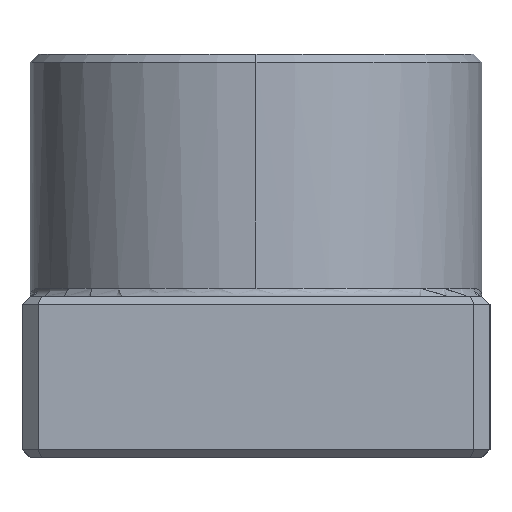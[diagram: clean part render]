
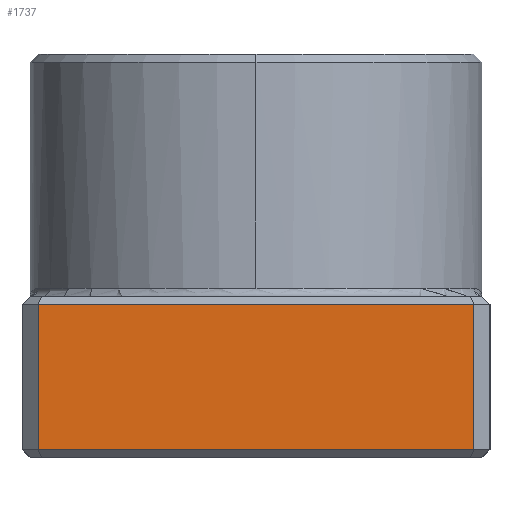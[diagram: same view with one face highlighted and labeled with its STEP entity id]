
A CAD part, left-side view. The second image highlights one B-rep face of the part: STEP entity #1737.
In plain terms, the highlighted planar face has unit normal (-1, 0, 0).
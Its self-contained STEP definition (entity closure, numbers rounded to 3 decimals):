
#32 = ORIENTED_EDGE ( 'NONE', *, *, #1155, .T. ) ;
#94 = VERTEX_POINT ( 'NONE', #2272 ) ;
#116 = DIRECTION ( 'NONE',  ( 0., 0., -1. ) ) ;
#310 = VECTOR ( 'NONE', #3378, 1000. ) ;
#392 = LINE ( 'NONE', #3359, #2465 ) ;
#490 = VECTOR ( 'NONE', #2004, 1000. ) ;
#652 = CARTESIAN_POINT ( 'NONE',  ( -50., 27., 1. ) ) ;
#671 = CARTESIAN_POINT ( 'NONE',  ( -50., 27., 19. ) ) ;
#691 = ORIENTED_EDGE ( 'NONE', *, *, #1112, .F. ) ;
#828 = CARTESIAN_POINT ( 'NONE',  ( -50., -27., 19. ) ) ;
#927 = CARTESIAN_POINT ( 'NONE',  ( -50., 27., 20. ) ) ;
#935 = DIRECTION ( 'NONE',  ( 0., -1., 0. ) ) ;
#1025 = EDGE_CURVE ( 'NONE', #94, #1575, #3446, .T. ) ;
#1053 = LINE ( 'NONE', #671, #310 ) ;
#1098 = EDGE_CURVE ( 'NONE', #1575, #2350, #1866, .T. ) ;
#1112 = EDGE_CURVE ( 'NONE', #2069, #2350, #392, .T. ) ;
#1155 = EDGE_CURVE ( 'NONE', #2069, #94, #1053, .T. ) ;
#1185 = DIRECTION ( 'NONE',  ( 1., 0., 0. ) ) ;
#1233 = CARTESIAN_POINT ( 'NONE',  ( -50., -27., 1. ) ) ;
#1575 = VERTEX_POINT ( 'NONE', #2427 ) ;
#1737 = ADVANCED_FACE ( 'NONE', ( #3003 ), #2773, .F. ) ;
#1866 = LINE ( 'NONE', #652, #3187 ) ;
#2004 = DIRECTION ( 'NONE',  ( 0., 0., -1. ) ) ;
#2069 = VERTEX_POINT ( 'NONE', #828 ) ;
#2198 = AXIS2_PLACEMENT_3D ( 'NONE', #2503, #1185, #3041 ) ;
#2272 = CARTESIAN_POINT ( 'NONE',  ( -50., 27., 19. ) ) ;
#2350 = VERTEX_POINT ( 'NONE', #1233 ) ;
#2427 = CARTESIAN_POINT ( 'NONE',  ( -50., 27., 1. ) ) ;
#2465 = VECTOR ( 'NONE', #116, 1000. ) ;
#2503 = CARTESIAN_POINT ( 'NONE',  ( -50., 27., 20. ) ) ;
#2545 = ORIENTED_EDGE ( 'NONE', *, *, #1025, .T. ) ;
#2635 = ORIENTED_EDGE ( 'NONE', *, *, #1098, .T. ) ;
#2773 = PLANE ( 'NONE',  #2198 ) ;
#3003 = FACE_OUTER_BOUND ( 'NONE', #3514, .T. ) ;
#3041 = DIRECTION ( 'NONE',  ( 0., 1., 0. ) ) ;
#3187 = VECTOR ( 'NONE', #935, 1000. ) ;
#3359 = CARTESIAN_POINT ( 'NONE',  ( -50., -27., 20. ) ) ;
#3378 = DIRECTION ( 'NONE',  ( 0., 1., 0. ) ) ;
#3446 = LINE ( 'NONE', #927, #490 ) ;
#3514 = EDGE_LOOP ( 'NONE', ( #2545, #2635, #691, #32 ) ) ;
